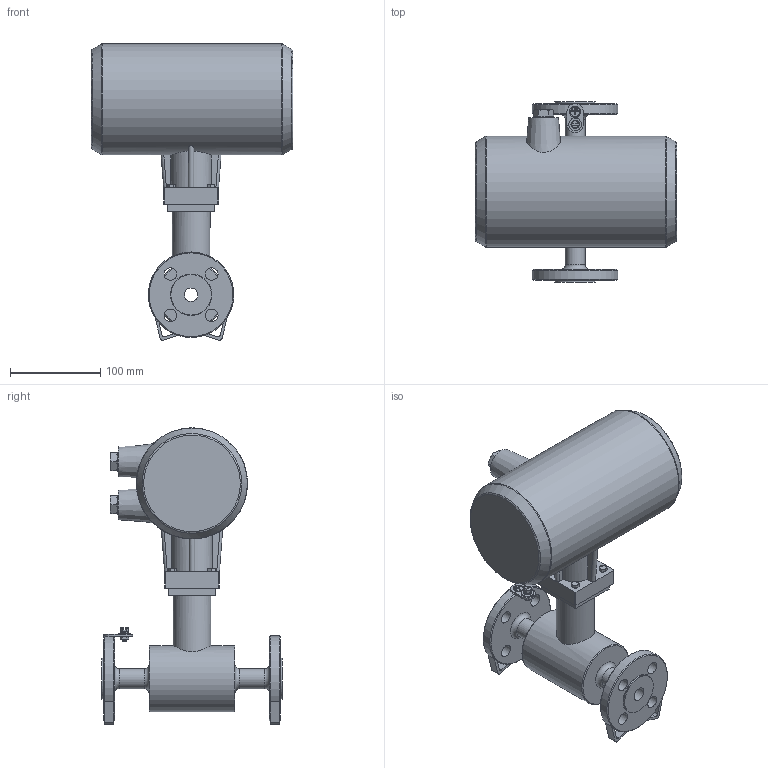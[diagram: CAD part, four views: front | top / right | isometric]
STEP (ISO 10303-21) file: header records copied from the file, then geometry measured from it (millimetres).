
FILE_DESCRIPTION(/* description */ (''),/* implementation_level */ '2;1');
FILE_NAME(/* name */ 'Flowmeter DN15 PN16-25 Compact.step',/* time_stamp */ '2023-10-05T17:11:30+03:00',/* author */ (''),/* organization */ (''),/* preprocessor_version */ 'ST-DEVELOPER v20',/* originating_system */ 'Autodesk Translation Framework v12.14.0.127',/* authorisation */ '');
FILE_SCHEMA (('AUTOMOTIVE_DESIGN { 1 0 10303 214 3 1 1 }'));
Products named in the file (3): (Unsaved); El. block v11; A_Compact_version
Assembly tree (2 placements, depth 3):
  (Unsaved)
    El. block v11
      A_Compact_version
Bounding box: 224 x 200 x 329.25 mm (x, y, z)
Volume: 3437974 mm3; surface area: 241728.5 mm2
Topology: 1 solids, 6 shells, 637 faces, 1610 edges, 1035 vertices
Faces by surface type: plane 223, bspline 159, cylinder 150, cone 91, torus 14
Full cylindrical faces by diameter (mm): 3.332 x2, 3.961 x9, 4.234 x4, 5 x11, 5.5 x1, 6.5 x4, 8 x2, 10.394 x1, 12.394 x1, 14 x9, 15 x1, 17 x2, 18.137 x10, 18.631 x12, 22 x2, 29 x1, 42 x2, 45 x2, 72 x1, 73.5 x1, 110 x2, 113 x2, 123.5 x1
Entity records: 55366 total; most frequent: CARTESIAN_POINT 41040, ORIENTED_EDGE 3222, DIRECTION 2338, EDGE_CURVE 1611, VERTEX_POINT 1035, AXIS2_PLACEMENT_3D 864, EDGE_LOOP 738, FACE_OUTER_BOUND 637
